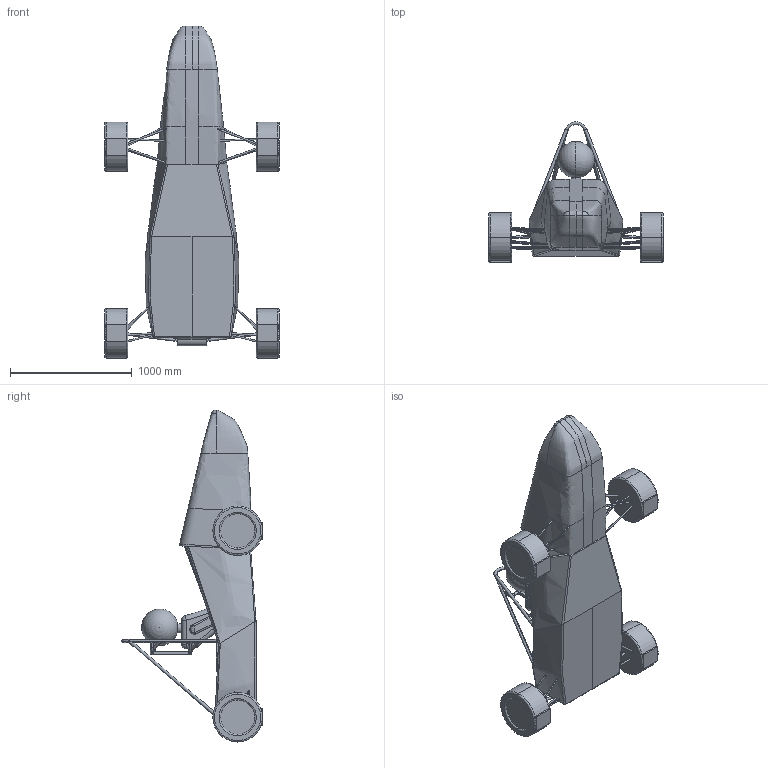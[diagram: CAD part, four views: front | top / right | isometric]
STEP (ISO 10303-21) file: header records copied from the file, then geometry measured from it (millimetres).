
FILE_DESCRIPTION (( 'STEP AP214' ), '1' );
FILE_NAME ('CFD_Block_Model_NFR25_v10.STEP', '2025-02-21T07:24:13', ( '' ), ( '' ), 'SwSTEP 2.0', 'SolidWorks 2024', '' );
FILE_SCHEMA (( 'AUTOMOTIVE_DESIGN' ));
Length unit declared in the file: inch
Products named in the file (1): CFD_Block_Model_NFR25_v10
Bounding box: 1435.1 x 1155.7 x 2724.84 mm (x, y, z)
Volume: 712941291.4 mm3; surface area: 8446186.4 mm2
Topology: 1 solids, 1 shells, 364 faces, 1050 edges, 645 vertices
Faces by surface type: cylinder 143, plane 77, bspline 76, torus 56, sphere 12
Entity records: 28036 total; most frequent: CARTESIAN_POINT 19705, ORIENTED_EDGE 2022, DIRECTION 1407, EDGE_CURVE 1011, VERTEX_POINT 638, AXIS2_PLACEMENT_3D 550, EDGE_LOOP 415, ADVANCED_FACE 364
